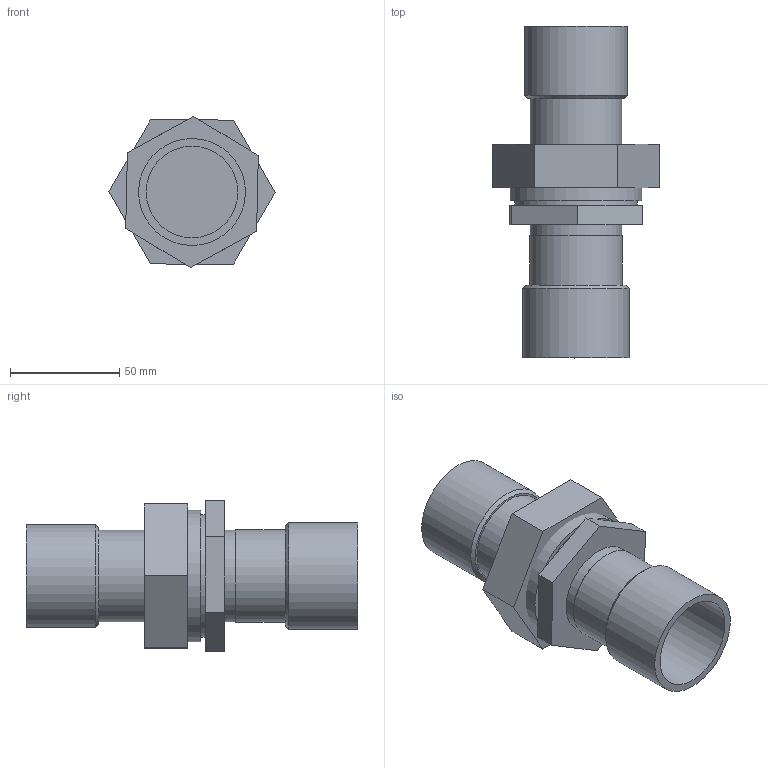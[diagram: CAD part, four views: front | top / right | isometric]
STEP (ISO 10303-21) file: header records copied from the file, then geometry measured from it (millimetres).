
FILE_DESCRIPTION(/* description */ ('Unknown'),/* implementation_level */ '2;1');
FILE_NAME(/* name */ 'F46DN42',/* time_stamp */ '2016-07-07T16:56:08+02:00',/* author */ ('Unknown'),/* organization */ ('Unknown'),/* preprocessor_version */ 'ST-DEVELOPER v16',/* originating_system */ 'DEX',/* authorisation */ $);
FILE_SCHEMA (('AUTOMOTIVE_DESIGN {1 0 10303 214 3 1 1}'));
Length unit declared in the file: millimetre
Products named in the file (4): F46DN42; TOPEUNIONDN42gen; TUERCA2_DN42gen; UNIONCUELLODN42gen
Assembly tree (3 placements, depth 2):
  F46DN42
    TOPEUNIONDN42gen
    TUERCA2_DN42gen
    UNIONCUELLODN42gen
Bounding box: 76.21 x 152.05 x 69.26 mm (x, y, z)
Volume: 152544.1 mm3; surface area: 63681.1 mm2
Topology: 3 solids, 3 shells, 46 faces, 88 edges, 60 vertices
Faces by surface type: plane 30, cylinder 14, cone 2
Full cylindrical faces by diameter (mm): 38.5 x1, 39 x1, 42 x4, 42.5 x1, 46 x1, 47 x1, 49 x1, 56 x2, 57.379 x1, 60.325 x1
Entity records: 1371 total; most frequent: DIRECTION 196, CARTESIAN_POINT 170, ORIENTED_EDGE 132, AXIS2_PLACEMENT_3D 80, EDGE_LOOP 76, FACE_BOUND 76, EDGE_CURVE 66, VERTEX_POINT 54
